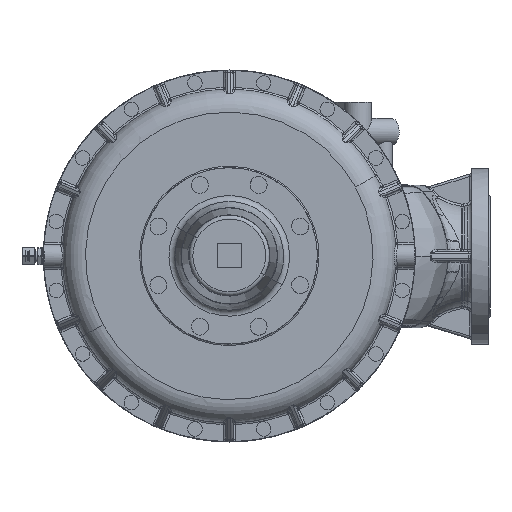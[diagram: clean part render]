
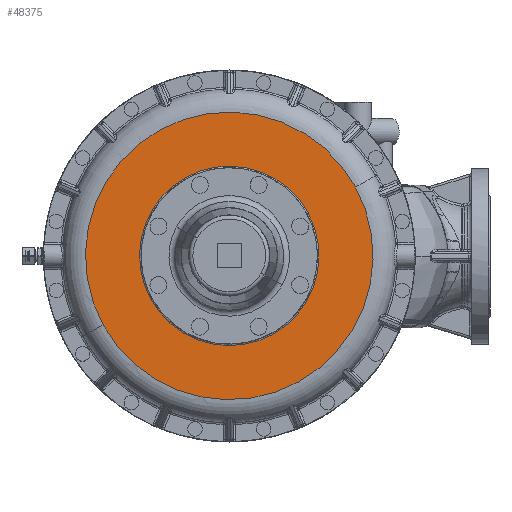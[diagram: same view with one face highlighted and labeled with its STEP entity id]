
A CAD part, top view. The second image highlights one B-rep face of the part: STEP entity #48375.
In plain terms, the highlighted planar face has unit normal (0, 0, 1).
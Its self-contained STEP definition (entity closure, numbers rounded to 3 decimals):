
#44928=CARTESIAN_POINT('Vertex',(-164.547,-89.892,368.)) ;
#44931=CARTESIAN_POINT('Axis2P3D Location',(0.,0.,368.)) ;
#44935=CARTESIAN_POINT('Vertex',(164.547,89.892,368.)) ;
#47673=CARTESIAN_POINT('Axis2P3D Location',(0.,0.,368.)) ;
#48348=CARTESIAN_POINT('Axis2P3D Location',(187.5,0.,368.)) ;
#48357=CARTESIAN_POINT('Axis2P3D Location',(0.,0.,368.)) ;
#48361=CARTESIAN_POINT('Vertex',(-102.677,-56.093,368.)) ;
#48363=CARTESIAN_POINT('Vertex',(102.677,56.093,368.)) ;
#48366=CARTESIAN_POINT('Axis2P3D Location',(0.,0.,368.)) ;
#44932=DIRECTION('Axis2P3D Direction',(0.,-0.,1.)) ;
#47674=DIRECTION('Axis2P3D Direction',(0.,0.,1.)) ;
#48349=DIRECTION('Axis2P3D Direction',(0.,0.,1.)) ;
#48350=DIRECTION('Axis2P3D XDirection',(1.,0.,0.)) ;
#48358=DIRECTION('Axis2P3D Direction',(0.,0.,1.)) ;
#48367=DIRECTION('Axis2P3D Direction',(0.,0.,1.)) ;
#44933=AXIS2_PLACEMENT_3D('Circle Axis2P3D',#44931,#44932,$) ;
#47675=AXIS2_PLACEMENT_3D('Circle Axis2P3D',#47673,#47674,$) ;
#48351=AXIS2_PLACEMENT_3D('Plane Axis2P3D',#48348,#48349,#48350) ;
#48359=AXIS2_PLACEMENT_3D('Circle Axis2P3D',#48357,#48358,$) ;
#48368=AXIS2_PLACEMENT_3D('Circle Axis2P3D',#48366,#48367,$) ;
#48354=ORIENTED_EDGE('',*,*,#47677,.T.) ;
#48355=ORIENTED_EDGE('',*,*,#44937,.T.) ;
#48372=ORIENTED_EDGE('',*,*,#48365,.F.) ;
#48373=ORIENTED_EDGE('',*,*,#48370,.F.) ;
#48374=FACE_BOUND('',#48371,.T.) ;
#48375=ADVANCED_FACE('Brep With Voids',(#48356,#48374),#48352,.T.) ;
#44934=CIRCLE('generated circle',#44933,187.5) ;
#47676=CIRCLE('generated circle',#47675,187.5) ;
#48360=CIRCLE('generated circle',#48359,117.) ;
#48369=CIRCLE('generated circle',#48368,117.) ;
#44937=EDGE_CURVE('',#44936,#44929,#44934,.T.) ;
#47677=EDGE_CURVE('',#44929,#44936,#47676,.T.) ;
#48365=EDGE_CURVE('',#48362,#48364,#48360,.T.) ;
#48370=EDGE_CURVE('',#48364,#48362,#48369,.T.) ;
#48353=EDGE_LOOP('',(#48354,#48355)) ;
#48371=EDGE_LOOP('',(#48372,#48373)) ;
#48356=FACE_OUTER_BOUND('',#48353,.T.) ;
#48352=PLANE('',#48351) ;
#44929=VERTEX_POINT('',#44928) ;
#44936=VERTEX_POINT('',#44935) ;
#48362=VERTEX_POINT('',#48361) ;
#48364=VERTEX_POINT('',#48363) ;
